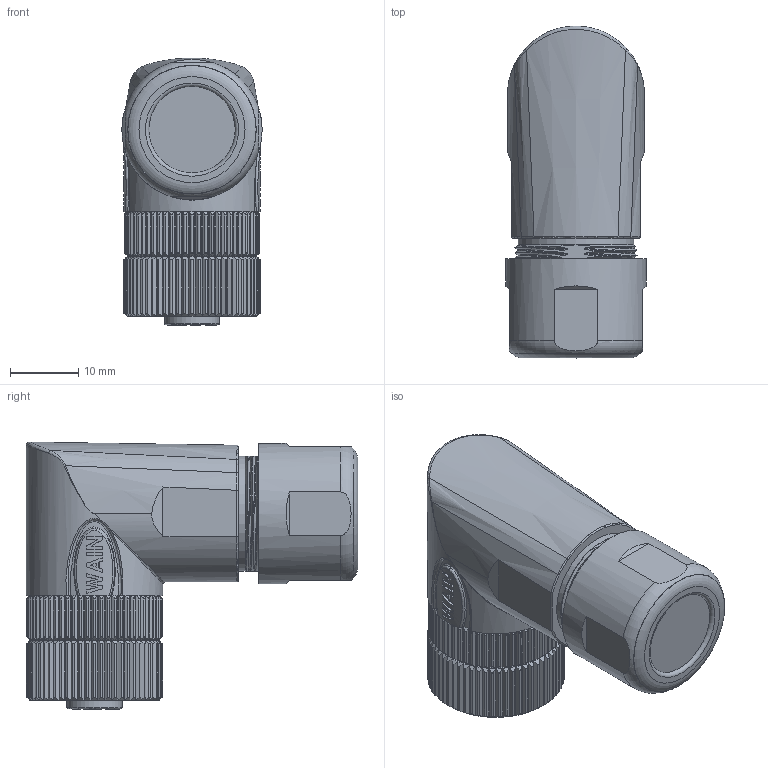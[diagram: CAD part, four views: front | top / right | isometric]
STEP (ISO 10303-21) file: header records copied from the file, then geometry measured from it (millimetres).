
FILE_DESCRIPTION(/* description */ (''),/* implementation_level */ '2;1');
FILE_NAME(/* name */ '3D_1630080212001_M12-F08A-S-D8-SH_V1.0_stp.stp',/* time_stamp */ '2024-01-15T15:15:32+08:00',/* author */ (''),/* organization */ (''),/* preprocessor_version */ 'ST-DEVELOPER v18.1',/* originating_system */ 'SIEMENS PLM Software NX 1980',/* authorisation */ '');
FILE_SCHEMA (('AUTOMOTIVE_DESIGN { 1 0 10303 214 3 1 1 1 }'));
Products named in the file (1): 3D_1630080212001_M12-F08A-S-D8-SH_V1.0_stp
Bounding box: 20.5 x 48.5 x 39.13 mm (x, y, z)
Volume: 20106 mm3; surface area: 6840.5 mm2
Topology: 1 solids, 3 shells, 1331 faces, 3315 edges, 2040 vertices
Faces by surface type: plane 462, cylinder 430, cone 335, bspline 48, torus 33, sphere 15, extrusion 8
Full cylindrical faces by diameter (mm): 0.9 x8, 0.95 x8, 1.28 x8, 1.33 x8, 14.98 x1, 16.84 x1, 18.8 x1, 20.5 x1
Entity records: 50845 total; most frequent: CARTESIAN_POINT 23116, ORIENTED_EDGE 6448, DIRECTION 4621, EDGE_CURVE 3224, VERTEX_POINT 2008, AXIS2_PLACEMENT_3D 1978, B_SPLINE_CURVE_WITH_KNOTS 1858, EDGE_LOOP 1448
